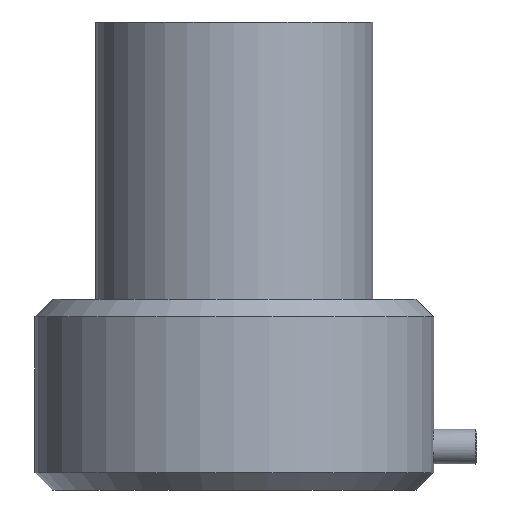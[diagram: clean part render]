
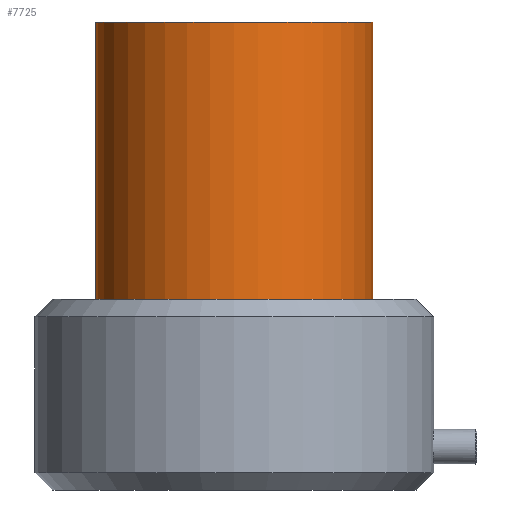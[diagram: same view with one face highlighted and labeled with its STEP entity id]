
A CAD part, front view. The second image highlights one B-rep face of the part: STEP entity #7725.
In plain terms, the highlighted cylindrical face has radius 8 mm (diameter 16 mm), a full revolution.
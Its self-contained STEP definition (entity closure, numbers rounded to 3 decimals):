
#48=CYLINDRICAL_SURFACE('',#8054,8.);
#54=CIRCLE('',#8044,8.);
#59=CIRCLE('',#8055,8.);
#1074=FACE_OUTER_BOUND('',#1549,.T.);
#1549=EDGE_LOOP('',(#6951,#6952,#6953,#6954));
#2269=LINE('',#13966,#2987);
#2987=VECTOR('',#9252,8.);
#3714=VERTEX_POINT('',#13947);
#3719=VERTEX_POINT('',#13965);
#4800=EDGE_CURVE('',#3714,#3714,#54,.T.);
#4807=EDGE_CURVE('',#3714,#3719,#2269,.T.);
#4808=EDGE_CURVE('',#3719,#3719,#59,.T.);
#6951=ORIENTED_EDGE('',*,*,#4800,.T.);
#6952=ORIENTED_EDGE('',*,*,#4807,.T.);
#6953=ORIENTED_EDGE('',*,*,#4808,.F.);
#6954=ORIENTED_EDGE('',*,*,#4807,.F.);
#7725=ADVANCED_FACE('',(#1074),#48,.T.);
#8044=AXIS2_PLACEMENT_3D('',#13948,#9228,#9229);
#8054=AXIS2_PLACEMENT_3D('',#13964,#9250,#9251);
#8055=AXIS2_PLACEMENT_3D('',#13967,#9253,#9254);
#9228=DIRECTION('center_axis',(0.,0.,-1.));
#9229=DIRECTION('ref_axis',(-1.,0.,0.));
#9250=DIRECTION('center_axis',(0.,0.,1.));
#9251=DIRECTION('ref_axis',(-1.,0.,0.));
#9252=DIRECTION('',(0.,0.,-1.));
#9253=DIRECTION('center_axis',(0.,0.,-1.));
#9254=DIRECTION('ref_axis',(-1.,0.,0.));
#13947=CARTESIAN_POINT('',(8.,0.,16.));
#13948=CARTESIAN_POINT('Origin',(0.,0.,16.));
#13964=CARTESIAN_POINT('Origin',(0.,0.,0.));
#13965=CARTESIAN_POINT('',(8.,0.,0.));
#13966=CARTESIAN_POINT('',(8.,0.,0.));
#13967=CARTESIAN_POINT('Origin',(0.,0.,0.));
